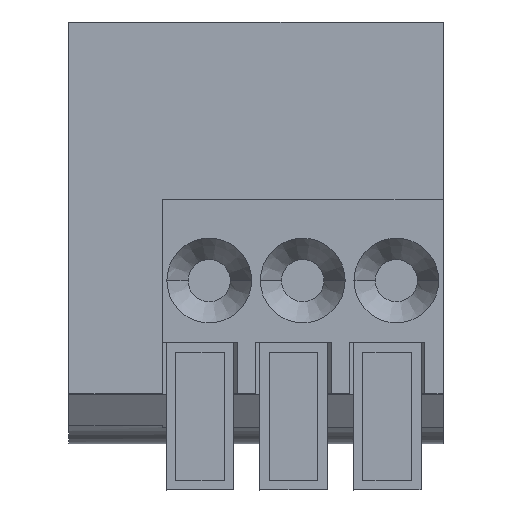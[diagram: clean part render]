
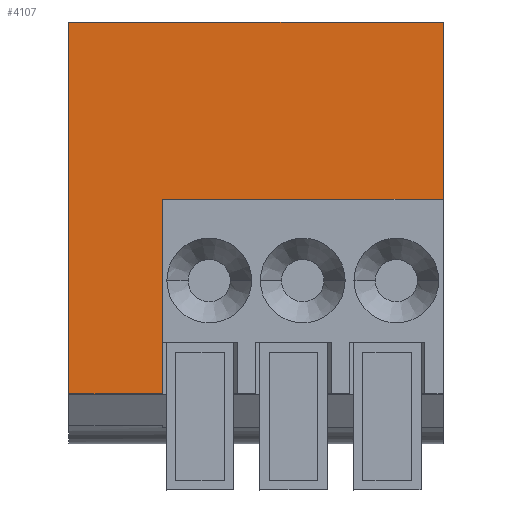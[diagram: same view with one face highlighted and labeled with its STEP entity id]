
A CAD part, top view. The second image highlights one B-rep face of the part: STEP entity #4107.
In plain terms, the highlighted planar face has unit normal (0, 0, 1).
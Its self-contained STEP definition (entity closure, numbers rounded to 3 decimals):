
#68 = ORIENTED_EDGE ( 'NONE', *, *, #11545, .F. ) ;
#512 = VECTOR ( 'NONE', #6304, 1000. ) ;
#595 = CARTESIAN_POINT ( 'NONE',  ( 3.81, 0., 13.664 ) ) ;
#628 = EDGE_CURVE ( 'NONE', #5567, #3817, #18432, .T. ) ;
#744 = VECTOR ( 'NONE', #6817, 1000. ) ;
#1292 = ORIENTED_EDGE ( 'NONE', *, *, #4135, .T. ) ;
#2758 = DIRECTION ( 'NONE',  ( 0., 1., 0. ) ) ;
#3340 = ORIENTED_EDGE ( 'NONE', *, *, #7156, .T. ) ;
#3466 = CARTESIAN_POINT ( 'NONE',  ( 3.81, 6.415, 13.664 ) ) ;
#3800 = VECTOR ( 'NONE', #4498, 1000. ) ;
#3817 = VERTEX_POINT ( 'NONE', #15113 ) ;
#3838 = EDGE_LOOP ( 'NONE', ( #5188, #11528, #68, #5963, #3340, #4353, #1292 ) ) ;
#4107 = ADVANCED_FACE ( 'NONE', ( #5401 ), #13658, .T. ) ;
#4135 = EDGE_CURVE ( 'NONE', #3817, #13105, #11336, .T. ) ;
#4353 = ORIENTED_EDGE ( 'NONE', *, *, #628, .T. ) ;
#4498 = DIRECTION ( 'NONE',  ( 0., -1., 0. ) ) ;
#4555 = EDGE_CURVE ( 'NONE', #12737, #9715, #17454, .T. ) ;
#4739 = VERTEX_POINT ( 'NONE', #10860 ) ;
#5038 = AXIS2_PLACEMENT_3D ( 'NONE', #18458, #17061, #5791 ) ;
#5188 = ORIENTED_EDGE ( 'NONE', *, *, #10469, .T. ) ;
#5401 = FACE_OUTER_BOUND ( 'NONE', #3838, .T. ) ;
#5567 = VERTEX_POINT ( 'NONE', #6133 ) ;
#5791 = DIRECTION ( 'NONE',  ( 1., 0., 0. ) ) ;
#5909 = CARTESIAN_POINT ( 'NONE',  ( 6.35, 1.597, 13.664 ) ) ;
#5963 = ORIENTED_EDGE ( 'NONE', *, *, #16175, .F. ) ;
#6133 = CARTESIAN_POINT ( 'NONE',  ( 6.35, -3.671, 13.664 ) ) ;
#6304 = DIRECTION ( 'NONE',  ( 0., 1., 0. ) ) ;
#6330 = LINE ( 'NONE', #13358, #12675 ) ;
#6817 = DIRECTION ( 'NONE',  ( 1., 0., 0. ) ) ;
#7019 = DIRECTION ( 'NONE',  ( 1., 0., 0. ) ) ;
#7156 = EDGE_CURVE ( 'NONE', #4739, #5567, #6330, .T. ) ;
#7219 = CARTESIAN_POINT ( 'NONE',  ( 13.97, 1.597, 13.664 ) ) ;
#9151 = CARTESIAN_POINT ( 'NONE',  ( 13.97, 6.415, 13.664 ) ) ;
#9715 = VERTEX_POINT ( 'NONE', #14950 ) ;
#10066 = LINE ( 'NONE', #15795, #744 ) ;
#10080 = CARTESIAN_POINT ( 'NONE',  ( 6.35, 0., 13.664 ) ) ;
#10089 = CARTESIAN_POINT ( 'NONE',  ( 8.89, 6.415, 13.664 ) ) ;
#10469 = EDGE_CURVE ( 'NONE', #13105, #9715, #10066, .T. ) ;
#10784 = VERTEX_POINT ( 'NONE', #3466 ) ;
#10860 = CARTESIAN_POINT ( 'NONE',  ( 3.81, -3.671, 13.664 ) ) ;
#11336 = LINE ( 'NONE', #10080, #12227 ) ;
#11528 = ORIENTED_EDGE ( 'NONE', *, *, #4555, .F. ) ;
#11545 = EDGE_CURVE ( 'NONE', #10784, #12737, #15468, .T. ) ;
#12227 = VECTOR ( 'NONE', #18535, 1000. ) ;
#12675 = VECTOR ( 'NONE', #16177, 1000. ) ;
#12737 = VERTEX_POINT ( 'NONE', #9151 ) ;
#12959 = CARTESIAN_POINT ( 'NONE',  ( 6.35, 0., 13.664 ) ) ;
#13105 = VERTEX_POINT ( 'NONE', #5909 ) ;
#13358 = CARTESIAN_POINT ( 'NONE',  ( 3.81, -3.671, 13.664 ) ) ;
#13411 = LINE ( 'NONE', #595, #512 ) ;
#13658 = PLANE ( 'NONE',  #5038 ) ;
#14691 = VECTOR ( 'NONE', #2758, 1000. ) ;
#14950 = CARTESIAN_POINT ( 'NONE',  ( 13.97, 1.597, 13.664 ) ) ;
#15113 = CARTESIAN_POINT ( 'NONE',  ( 6.35, -2.285, 13.664 ) ) ;
#15468 = LINE ( 'NONE', #10089, #18051 ) ;
#15795 = CARTESIAN_POINT ( 'NONE',  ( 8.89, 1.597, 13.664 ) ) ;
#16175 = EDGE_CURVE ( 'NONE', #4739, #10784, #13411, .T. ) ;
#16177 = DIRECTION ( 'NONE',  ( 1., 0., 0. ) ) ;
#17061 = DIRECTION ( 'NONE',  ( 0., 0., 1. ) ) ;
#17454 = LINE ( 'NONE', #7219, #3800 ) ;
#18051 = VECTOR ( 'NONE', #7019, 1000. ) ;
#18432 = LINE ( 'NONE', #12959, #14691 ) ;
#18458 = CARTESIAN_POINT ( 'NONE',  ( 8.89, 1.597, 13.664 ) ) ;
#18535 = DIRECTION ( 'NONE',  ( 0., 1., 0. ) ) ;
